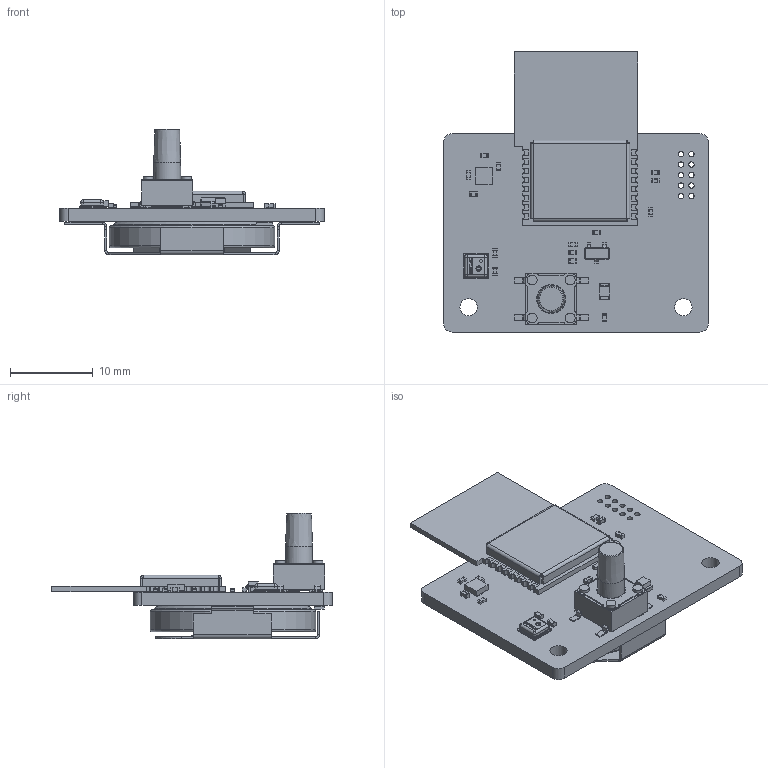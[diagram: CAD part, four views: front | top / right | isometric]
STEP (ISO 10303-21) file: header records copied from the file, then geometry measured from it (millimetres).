
FILE_DESCRIPTION(('KiCad electronic assembly'),'2;1');
FILE_NAME('PCB.stp','2024-12-24T12:44:18',('Pcbnew'),('Kicad'), 'Open CASCADE STEP processor 7.8','KiCad to STEP converter','Unknown' );
FILE_SCHEMA(('AUTOMOTIVE_DESIGN { 1 0 10303 214 1 1 1 1 }'));
Length unit declared in the file: millimetre
Products named in the file (24): PCB 1; 430182095816; 1; R_0402_1005Metric; SOT-23; SOT_23; LED_0805_2012Metric; C_0402_1005Metric; APDS-9306-065; ASSEMBLY; BME680; User Library-BME680; BT40F; R_0805_2012Metric; 3002; CR2032; Battery CR2032; BeeLight_PCB
Assembly tree (35 placements, depth 3):
  PCB 1
    430182095816
      1
    R_0402_1005Metric  x8
      R_0402_1005Metric
    SOT-23
      SOT_23
    LED_0805_2012Metric
      LED_0805_2012Metric
    C_0402_1005Metric  x6
      C_0402_1005Metric
    APDS-9306-065
      ASSEMBLY
    BME680
      User Library-BME680
    BT40F
      BT40F
    R_0805_2012Metric
      R_0805_2012Metric
    3002
      3002
    CR2032
      Battery CR2032
    BeeLight_PCB
Bounding box: 32 x 33.9 x 15.2 mm (x, y, z)
Volume: 2726.1 mm3; surface area: 4937.3 mm2
Topology: 108 solids, 108 shells, 1849 faces, 4377 edges, 2841 vertices
Faces by surface type: plane 1232, cylinder 506, bspline 107, torus 3, cone 1
Full cylindrical faces by diameter (mm): 0.65 x10, 1.2 x4, 2.1 x2, 3.25 x1, 3.5 x1, 18.999 x1, 20.015 x1
Entity records: 48254 total; most frequent: CARTESIAN_POINT 9912, ORIENTED_EDGE 7074, DIRECTION 7046, EDGE_CURVE 3537, LINE 2552, VECTOR 2552, VERTEX_POINT 2293, AXIS2_PLACEMENT_3D 2247
